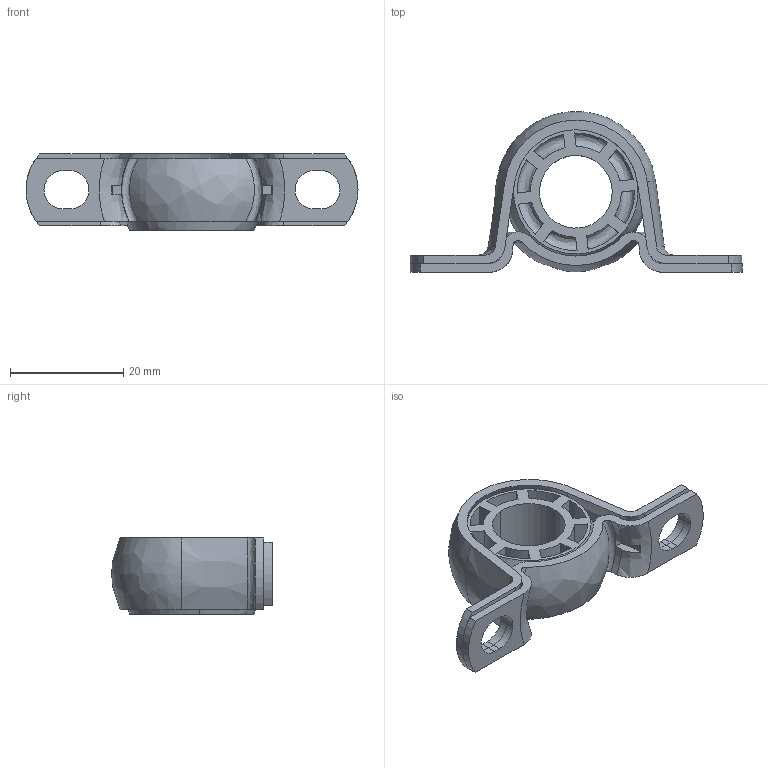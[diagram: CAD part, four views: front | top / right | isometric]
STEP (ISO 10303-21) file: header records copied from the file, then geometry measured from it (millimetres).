
FILE_DESCRIPTION (( 'STEP AP214' ), '1' );
FILE_NAME ('PillowBlockBearing.step', '2019-01-02T23:29:39', ( '' ), ( '' ), 'SwSTEP 2.0', 'SolidWorks 2018', '' );
FILE_SCHEMA (( 'AUTOMOTIVE_DESIGN' ));
Length unit declared in the file: inch
Products named in the file (4): PillowBlockBearing_Bearing; PillowBlockBearing; PillowBlockBearing_Top; PillowBlockBearing_Base
Assembly tree (3 placements, depth 2):
  PillowBlockBearing
    PillowBlockBearing_Base
    PillowBlockBearing_Bearing
    PillowBlockBearing_Top
Bounding box: 58.75 x 28.45 x 13.49 mm (x, y, z)
Volume: 5866.4 mm3; surface area: 7563.9 mm2
Topology: 3 solids, 3 shells, 172 faces, 453 edges, 300 vertices
Faces by surface type: plane 72, cylinder 52, bspline 35, cone 13
Entity records: 7289 total; most frequent: CARTESIAN_POINT 3094, ORIENTED_EDGE 906, DIRECTION 745, EDGE_CURVE 453, VERTEX_POINT 300, AXIS2_PLACEMENT_3D 277, EDGE_LOOP 199, LINE 191
